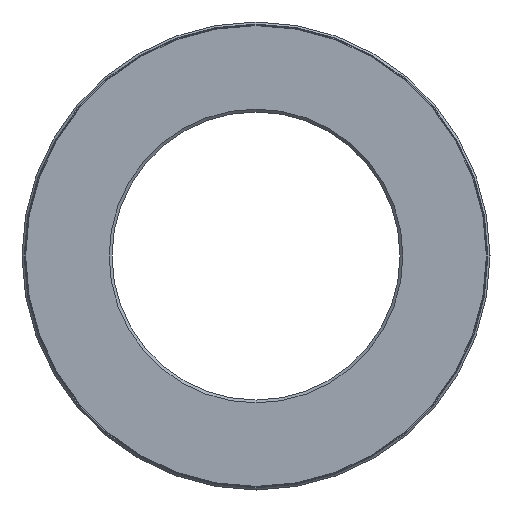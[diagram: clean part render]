
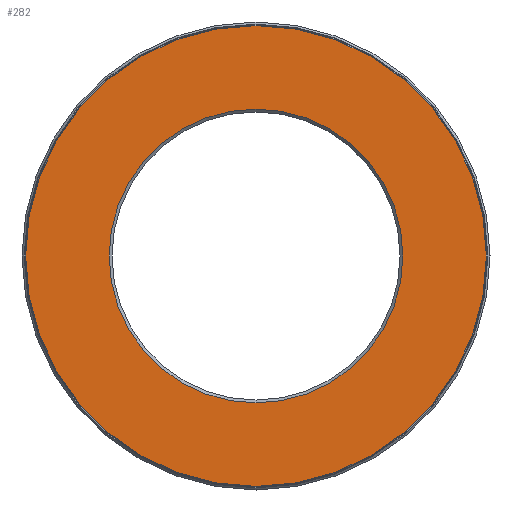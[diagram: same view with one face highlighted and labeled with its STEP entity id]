
A CAD part, front view. The second image highlights one B-rep face of the part: STEP entity #282.
In plain terms, the highlighted planar face has unit normal (0, -1, 0).
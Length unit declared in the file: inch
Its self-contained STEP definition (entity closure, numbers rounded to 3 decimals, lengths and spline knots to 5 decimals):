
#24 = DIRECTION ( 'NONE',  ( 0., 0., 1. ) ) ;
#26 = EDGE_CURVE ( 'NONE', #502, #502, #427, .T. ) ;
#46 = EDGE_LOOP ( 'NONE', ( #374 ) ) ;
#51 = CIRCLE ( 'NONE', #450, 1.02 ) ;
#83 = CARTESIAN_POINT ( 'NONE',  ( 0., 0., 1.02 ) ) ;
#84 = EDGE_LOOP ( 'NONE', ( #169 ) ) ;
#120 = AXIS2_PLACEMENT_3D ( 'NONE', #365, #326, #24 ) ;
#123 = DIRECTION ( 'NONE',  ( 0., 1., 0. ) ) ;
#169 = ORIENTED_EDGE ( 'NONE', *, *, #547, .T. ) ;
#212 = CARTESIAN_POINT ( 'NONE',  ( 0., 0., 0. ) ) ;
#221 = VERTEX_POINT ( 'NONE', #83 ) ;
#232 = CARTESIAN_POINT ( 'NONE',  ( 0., 0., 1.6 ) ) ;
#277 = FACE_BOUND ( 'NONE', #84, .T. ) ;
#282 = ADVANCED_FACE ( 'NONE', ( #506, #277 ), #600, .F. ) ;
#308 = CARTESIAN_POINT ( 'NONE',  ( 0., 0., 0. ) ) ;
#326 = DIRECTION ( 'NONE',  ( 0., 1., 0. ) ) ;
#365 = CARTESIAN_POINT ( 'NONE',  ( 0., 0., 0. ) ) ;
#374 = ORIENTED_EDGE ( 'NONE', *, *, #26, .F. ) ;
#394 = DIRECTION ( 'NONE',  ( 0., 1., 0. ) ) ;
#427 = CIRCLE ( 'NONE', #120, 1.6 ) ;
#450 = AXIS2_PLACEMENT_3D ( 'NONE', #212, #123, #514 ) ;
#453 = AXIS2_PLACEMENT_3D ( 'NONE', #308, #394, #483 ) ;
#483 = DIRECTION ( 'NONE',  ( 0., 0., 1. ) ) ;
#502 = VERTEX_POINT ( 'NONE', #232 ) ;
#506 = FACE_OUTER_BOUND ( 'NONE', #46, .T. ) ;
#514 = DIRECTION ( 'NONE',  ( 0., 0., 1. ) ) ;
#547 = EDGE_CURVE ( 'NONE', #221, #221, #51, .T. ) ;
#600 = PLANE ( 'NONE',  #453 ) ;
